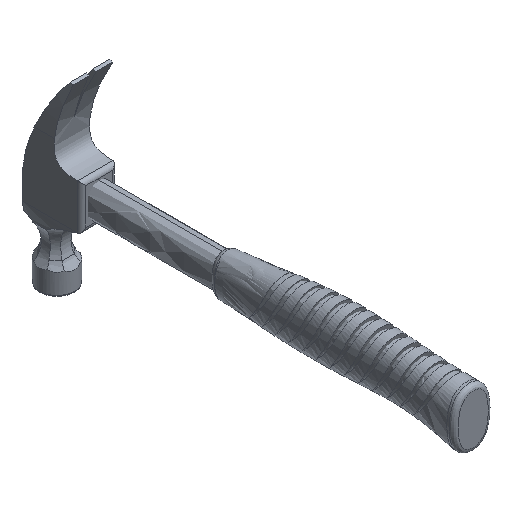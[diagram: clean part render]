
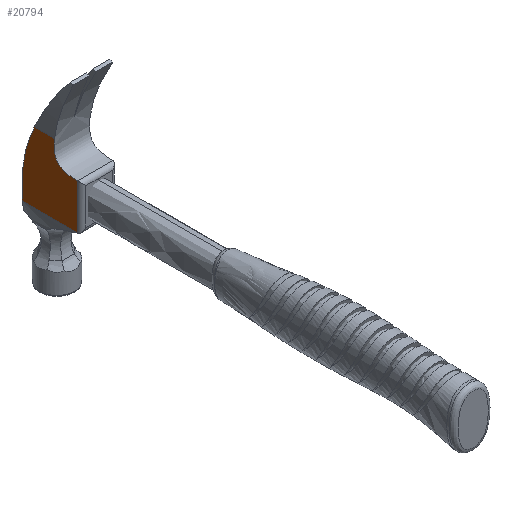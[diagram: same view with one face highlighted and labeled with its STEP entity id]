
A CAD part, isometric view. The second image highlights one B-rep face of the part: STEP entity #20794.
In plain terms, the highlighted planar face has unit normal (-1, 0, 0).
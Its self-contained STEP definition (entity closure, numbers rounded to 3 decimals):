
#19399=CARTESIAN_POINT('',(-12.482,106.329,-15.535));
#19400=VERTEX_POINT('',#19399);
#19408=CARTESIAN_POINT('',(-12.482,145.316,-15.535));
#19409=VERTEX_POINT('',#19408);
#19410=CARTESIAN_POINT('',(-12.482,106.329,-15.535));
#19411=DIRECTION('',(0.,1.0,0.));
#19412=VECTOR('',#19411,38.987);
#19413=LINE('',#19410,#19412);
#19414=EDGE_CURVE('',#19400,#19409,#19413,.T.);
#20228=CARTESIAN_POINT('',(-12.482,136.636,34.133));
#20229=VERTEX_POINT('',#20228);
#20230=CARTESIAN_POINT('',(-12.482,145.316,-15.535));
#20231=CARTESIAN_POINT('',(-12.482,145.493,-13.408));
#20232=CARTESIAN_POINT('',(-12.482,145.612,-11.283));
#20233=CARTESIAN_POINT('',(-12.482,145.665,-9.16));
#20234=CARTESIAN_POINT('',(-12.482,145.717,-7.038));
#20235=CARTESIAN_POINT('',(-12.482,145.703,-4.918));
#20236=CARTESIAN_POINT('',(-12.482,145.618,-2.801));
#20237=CARTESIAN_POINT('',(-12.482,145.532,-0.684));
#20238=CARTESIAN_POINT('',(-12.482,145.375,1.431));
#20239=CARTESIAN_POINT('',(-12.482,145.145,3.542));
#20240=CARTESIAN_POINT('',(-12.482,145.029,4.598));
#20241=CARTESIAN_POINT('',(-12.482,144.896,5.653));
#20242=CARTESIAN_POINT('',(-12.482,144.743,6.708));
#20243=CARTESIAN_POINT('',(-12.482,144.591,7.762));
#20244=CARTESIAN_POINT('',(-12.482,144.42,8.817));
#20245=CARTESIAN_POINT('',(-12.482,144.231,9.868));
#20246=CARTESIAN_POINT('',(-12.482,142.721,18.271));
#20247=CARTESIAN_POINT('',(-12.482,140.086,26.328));
#20248=CARTESIAN_POINT('',(-12.482,136.636,34.133));
#20249=B_SPLINE_CURVE_WITH_KNOTS('',3,(#20230,#20231,#20232,#20233,#20234,#20235,#20236,#20237,#20238,#20239,#20240,#20241,#20242,#20243,#20244,#20245,#20246,#20247,#20248),.UNSPECIFIED.,.F.,.F.,(4,3,3,3,3,3,4),(0.0,0.006,0.013,0.019,0.022,0.025,0.051),.UNSPECIFIED.);
#20250=EDGE_CURVE('',#19409,#20229,#20249,.T.);
#20333=CARTESIAN_POINT('',(-12.482,106.31,-15.535));
#20334=VERTEX_POINT('',#20333);
#20341=CARTESIAN_POINT('',(-12.482,106.31,-15.535));
#20342=DIRECTION('',(0.,1.0,0.));
#20343=VECTOR('',#20342,0.019);
#20344=LINE('',#20341,#20343);
#20345=EDGE_CURVE('',#20334,#19400,#20344,.T.);
#20574=CARTESIAN_POINT('',(-12.482,122.398,34.133));
#20575=VERTEX_POINT('',#20574);
#20598=CARTESIAN_POINT('',(-12.482,106.31,16.321));
#20599=VERTEX_POINT('',#20598);
#20600=CARTESIAN_POINT('',(-12.482,122.398,34.133));
#20601=CARTESIAN_POINT('',(-12.482,122.521,32.931));
#20602=CARTESIAN_POINT('',(-12.482,122.602,31.728));
#20603=CARTESIAN_POINT('',(-12.482,122.625,30.526));
#20604=CARTESIAN_POINT('',(-12.482,122.636,29.925));
#20605=CARTESIAN_POINT('',(-12.482,122.633,29.325));
#20606=CARTESIAN_POINT('',(-12.482,122.611,28.724));
#20607=CARTESIAN_POINT('',(-12.482,122.588,28.123));
#20608=CARTESIAN_POINT('',(-12.482,122.548,27.523));
#20609=CARTESIAN_POINT('',(-12.482,122.482,26.923));
#20610=CARTESIAN_POINT('',(-12.482,122.449,26.623));
#20611=CARTESIAN_POINT('',(-12.482,122.41,26.323));
#20612=CARTESIAN_POINT('',(-12.482,122.363,26.023));
#20613=CARTESIAN_POINT('',(-12.482,122.316,25.723));
#20614=CARTESIAN_POINT('',(-12.482,122.262,25.423));
#20615=CARTESIAN_POINT('',(-12.482,122.199,25.126));
#20616=CARTESIAN_POINT('',(-12.482,122.073,24.533));
#20617=CARTESIAN_POINT('',(-12.482,121.914,23.95));
#20618=CARTESIAN_POINT('',(-12.482,121.71,23.38));
#20619=CARTESIAN_POINT('',(-12.482,121.608,23.095));
#20620=CARTESIAN_POINT('',(-12.482,121.494,22.814));
#20621=CARTESIAN_POINT('',(-12.482,121.367,22.537));
#20622=CARTESIAN_POINT('',(-12.482,121.241,22.259));
#20623=CARTESIAN_POINT('',(-12.482,121.102,21.989));
#20624=CARTESIAN_POINT('',(-12.482,120.95,21.727));
#20625=CARTESIAN_POINT('',(-12.482,120.647,21.204));
#20626=CARTESIAN_POINT('',(-12.482,120.294,20.716));
#20627=CARTESIAN_POINT('',(-12.482,119.884,20.266));
#20628=CARTESIAN_POINT('',(-12.482,119.781,20.153));
#20629=CARTESIAN_POINT('',(-12.482,119.675,20.043));
#20630=CARTESIAN_POINT('',(-12.482,119.566,19.936));
#20631=CARTESIAN_POINT('',(-12.482,119.457,19.83));
#20632=CARTESIAN_POINT('',(-12.482,119.346,19.727));
#20633=CARTESIAN_POINT('',(-12.482,119.232,19.627));
#20634=CARTESIAN_POINT('',(-12.482,119.004,19.427));
#20635=CARTESIAN_POINT('',(-12.482,118.767,19.241));
#20636=CARTESIAN_POINT('',(-12.482,118.521,19.067));
#20637=CARTESIAN_POINT('',(-12.482,118.274,18.893));
#20638=CARTESIAN_POINT('',(-12.482,118.019,18.731));
#20639=CARTESIAN_POINT('',(-12.482,117.755,18.581));
#20640=CARTESIAN_POINT('',(-12.482,117.492,18.43));
#20641=CARTESIAN_POINT('',(-12.482,117.219,18.29));
#20642=CARTESIAN_POINT('',(-12.482,116.944,18.163));
#20643=CARTESIAN_POINT('',(-12.482,116.394,17.908));
#20644=CARTESIAN_POINT('',(-12.482,115.829,17.698));
#20645=CARTESIAN_POINT('',(-12.482,115.255,17.52));
#20646=CARTESIAN_POINT('',(-12.482,114.68,17.342));
#20647=CARTESIAN_POINT('',(-12.482,114.095,17.196));
#20648=CARTESIAN_POINT('',(-12.482,113.502,17.072));
#20649=CARTESIAN_POINT('',(-12.482,113.206,17.01));
#20650=CARTESIAN_POINT('',(-12.482,112.908,16.954));
#20651=CARTESIAN_POINT('',(-12.482,112.609,16.903));
#20652=CARTESIAN_POINT('',(-12.482,112.311,16.851));
#20653=CARTESIAN_POINT('',(-12.482,112.012,16.805));
#20654=CARTESIAN_POINT('',(-12.482,111.713,16.763));
#20655=CARTESIAN_POINT('',(-12.482,111.115,16.679));
#20656=CARTESIAN_POINT('',(-12.482,110.516,16.611));
#20657=CARTESIAN_POINT('',(-12.482,109.916,16.554));
#20658=CARTESIAN_POINT('',(-12.482,108.717,16.44));
#20659=CARTESIAN_POINT('',(-12.482,107.514,16.371));
#20660=CARTESIAN_POINT('',(-12.482,106.31,16.321));
#20661=B_SPLINE_CURVE_WITH_KNOTS('',3,(#20600,#20601,#20602,#20603,#20604,#20605,#20606,#20607,#20608,#20609,#20610,#20611,#20612,#20613,#20614,#20615,#20616,#20617,#20618,#20619,#20620,#20621,#20622,#20623,#20624,#20625,
#20626,#20627,#20628,#20629,#20630,#20631,#20632,#20633,#20634,#20635,#20636,#20637,#20638,#20639,#20640,#20641,#20642,#20643,#20644,#20645,#20646,#20647,#20648,#20649,#20650,
#20651,#20652,#20653,#20654,#20655,#20656,#20657,#20658,#20659,#20660),.UNSPECIFIED.,.F.,.F.,(4,3,3,3,3,3,3,3,3,3,3,3,3,3,3,3,3,3,3,3,4),(0.0,0.004,0.005,0.007,0.008,0.009,0.011,0.012,0.013,0.014,0.015,0.015,0.016,0.017,0.018,0.02,0.022,0.023,0.023,0.025,0.029),.UNSPECIFIED.);
#20662=EDGE_CURVE('',#20575,#20599,#20661,.T.);
#20765=CARTESIAN_POINT('',(-12.482,122.398,34.133));
#20766=DIRECTION('',(0.,1.0,0.));
#20767=VECTOR('',#20766,14.238);
#20768=LINE('',#20765,#20767);
#20769=EDGE_CURVE('',#20575,#20229,#20768,.T.);
#20776=CARTESIAN_POINT('',(-12.482,-4.,34.133));
#20777=DIRECTION('',(1.0,0.,0.));
#20778=DIRECTION('',(0.,0.0,-1.0));
#20779=AXIS2_PLACEMENT_3D('',#20776,#20777,#20778);
#20780=PLANE('',#20779);
#20781=ORIENTED_EDGE('',*,*,#20345,.F.);
#20782=CARTESIAN_POINT('',(-12.482,106.31,-15.535));
#20783=DIRECTION('',(0.,0.,1.0));
#20784=VECTOR('',#20783,31.856);
#20785=LINE('',#20782,#20784);
#20786=EDGE_CURVE('',#20334,#20599,#20785,.T.);
#20787=ORIENTED_EDGE('',*,*,#20786,.T.);
#20788=ORIENTED_EDGE('',*,*,#20662,.F.);
#20789=ORIENTED_EDGE('',*,*,#20769,.T.);
#20790=ORIENTED_EDGE('',*,*,#20250,.F.);
#20791=ORIENTED_EDGE('',*,*,#19414,.F.);
#20792=EDGE_LOOP('',(#20781,#20787,#20788,#20789,#20790,#20791));
#20793=FACE_BOUND('',#20792,.T.);
#20794=ADVANCED_FACE('',(#20793),#20780,.F.);
